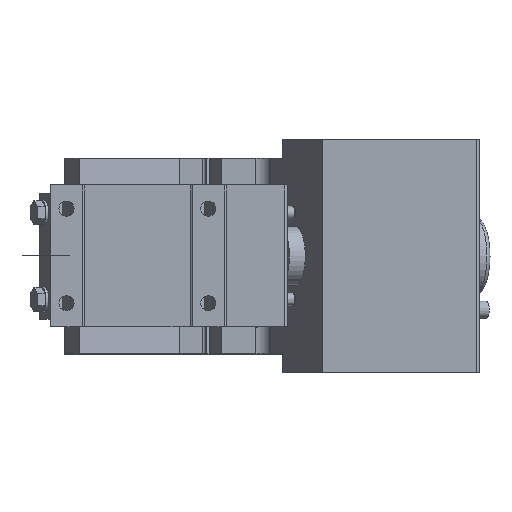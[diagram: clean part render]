
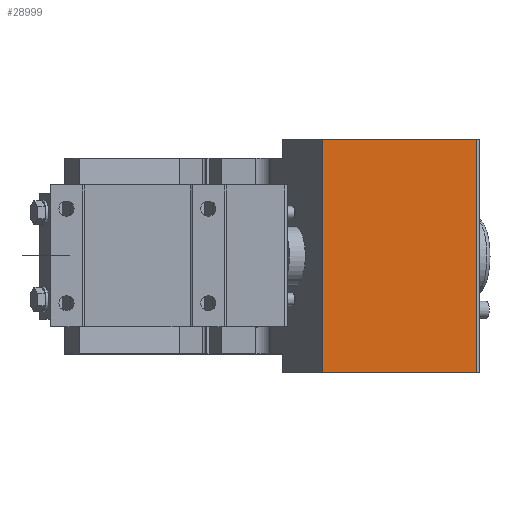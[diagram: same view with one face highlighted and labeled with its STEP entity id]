
A CAD part, top view. The second image highlights one B-rep face of the part: STEP entity #28999.
In plain terms, the highlighted planar face has unit normal (0, 0, 1).
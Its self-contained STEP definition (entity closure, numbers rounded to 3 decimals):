
#15334=ORIENTED_EDGE('',*,*,#19087,.F.);
#15335=ORIENTED_EDGE('',*,*,#19082,.T.);
#15336=ORIENTED_EDGE('',*,*,#19094,.F.);
#15337=ORIENTED_EDGE('',*,*,#19095,.F.);
#16265=VECTOR('',#23790,1.);
#16270=VECTOR('',#23799,1.);
#16274=VECTOR('',#23811,1.);
#16275=VECTOR('',#23812,1.);
#17102=LINE('',#26646,#16265);
#17107=LINE('',#26656,#16270);
#17111=LINE('',#26670,#16274);
#17112=LINE('',#26671,#16275);
#17952=VERTEX_POINT('',#26643);
#17953=VERTEX_POINT('',#26645);
#17956=VERTEX_POINT('',#26655);
#17962=VERTEX_POINT('',#26669);
#19082=EDGE_CURVE('',#17953,#17952,#17102,.T.);
#19087=EDGE_CURVE('',#17953,#17956,#17107,.T.);
#19094=EDGE_CURVE('',#17962,#17952,#17111,.T.);
#19095=EDGE_CURVE('',#17956,#17962,#17112,.T.);
#19952=EDGE_LOOP('',(#15334,#15335,#15336,#15337));
#20788=FACE_BOUND('',#19952,.T.);
#23790=DIRECTION('',(0.,-148.,0.));
#23799=DIRECTION('',(97.748,0.,0.));
#23809=DIRECTION('',(0.,0.,1.));
#23810=DIRECTION('',(0.,-1.,0.));
#23811=DIRECTION('',(-97.748,0.,0.));
#23812=DIRECTION('',(0.,-148.,0.));
#26643=CARTESIAN_POINT('',(317.167,-481.6,495.1));
#26645=CARTESIAN_POINT('',(317.167,-333.6,495.1));
#26646=CARTESIAN_POINT('',(317.167,-333.6,495.1));
#26655=CARTESIAN_POINT('',(414.915,-333.6,495.1));
#26656=CARTESIAN_POINT('',(317.167,-333.6,495.1));
#26668=CARTESIAN_POINT('',(317.167,-333.6,495.1));
#26669=CARTESIAN_POINT('',(414.915,-481.6,495.1));
#26670=CARTESIAN_POINT('',(414.915,-481.6,495.1));
#26671=CARTESIAN_POINT('',(414.915,-333.6,495.1));
#27913=AXIS2_PLACEMENT_3D('',#26668,#23809,#23810);
#28388=PLANE('',#27913);
#28999=ADVANCED_FACE('',(#20788),#28388,.T.);
